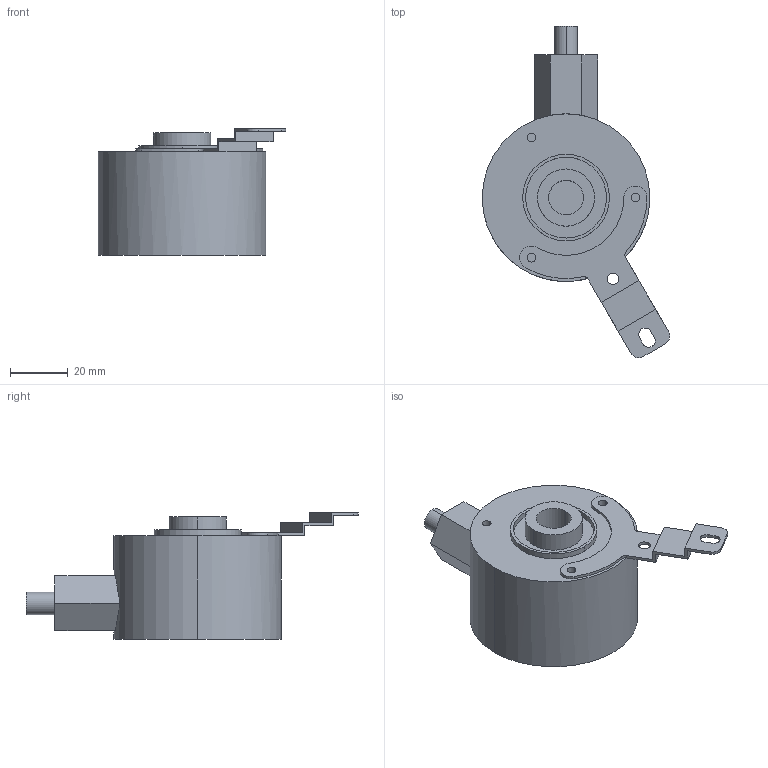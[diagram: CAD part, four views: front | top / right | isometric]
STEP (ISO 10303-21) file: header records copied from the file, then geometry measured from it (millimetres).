
FILE_DESCRIPTION((''),'2;1');
FILE_NAME('18','2011-01-03T',('Ingenieurbuero Eiseler'),('Pepperl+Fuchs'),'PRO/ENGINEER BY PARAMETRIC TECHNOLOGY CORPORATION, 2009440','PRO/ENGINEER BY PARAMETRIC TECHNOLOGY CORPORATION, 2009440','');
FILE_SCHEMA(('CONFIG_CONTROL_DESIGN'));
Length unit declared in the file: millimetre
Products named in the file (1): 18
Bounding box: 64.9 x 114.88 x 43.9 mm (x, y, z)
Volume: 102542.4 mm3; surface area: 16516.6 mm2
Topology: 1 solids, 1 shells, 63 faces, 154 edges, 102 vertices
Faces by surface type: plane 32, cylinder 31
Entity records: 3034 total; most frequent: DIRECTION 344, CARTESIAN_POINT 326, ORIENTED_EDGE 308, PRESENTATION_STYLE_ASSIGNMENT 208, STYLED_ITEM 155, CURVE_STYLE 154, EDGE_CURVE 154, AXIS2_PLACEMENT_3D 131
